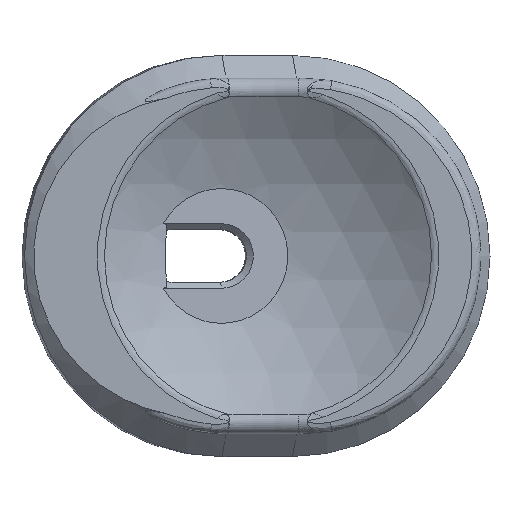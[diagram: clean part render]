
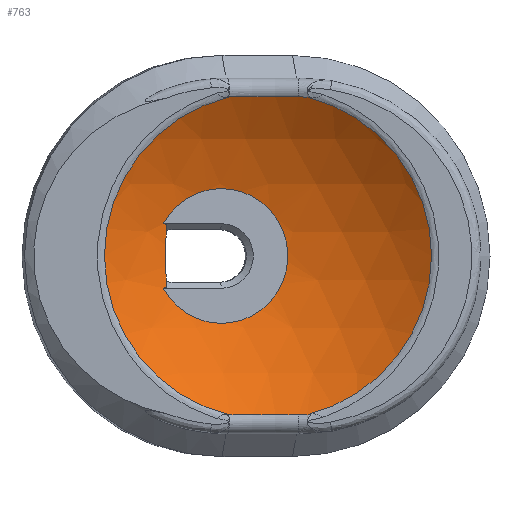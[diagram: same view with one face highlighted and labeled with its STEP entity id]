
A CAD part, top view. The second image highlights one B-rep face of the part: STEP entity #763.
In plain terms, the highlighted spherical face has radius 23.1 mm.
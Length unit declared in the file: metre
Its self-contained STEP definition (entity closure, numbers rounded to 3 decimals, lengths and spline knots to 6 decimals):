
#122=SPHERICAL_SURFACE('',#832,0.0231);
#139=CIRCLE('',#830,0.0137);
#141=CIRCLE('',#833,0.018871);
#142=CIRCLE('',#834,0.013323);
#143=CIRCLE('',#835,0.0137);
#144=CIRCLE('',#836,0.018871);
#145=CIRCLE('',#837,0.022617);
#146=CIRCLE('',#838,0.014785);
#147=CIRCLE('',#839,0.005644);
#148=CIRCLE('',#840,0.014785);
#200=ORIENTED_EDGE('',*,*,#432,.T.);
#201=ORIENTED_EDGE('',*,*,#438,.T.);
#202=ORIENTED_EDGE('',*,*,#439,.T.);
#203=ORIENTED_EDGE('',*,*,#440,.T.);
#204=ORIENTED_EDGE('',*,*,#441,.T.);
#205=ORIENTED_EDGE('',*,*,#442,.T.);
#206=ORIENTED_EDGE('',*,*,#443,.T.);
#207=ORIENTED_EDGE('',*,*,#444,.F.);
#208=ORIENTED_EDGE('',*,*,#445,.T.);
#209=ORIENTED_EDGE('',*,*,#446,.F.);
#210=ORIENTED_EDGE('',*,*,#447,.T.);
#432=EDGE_CURVE('',#548,#549,#139,.F.);
#438=EDGE_CURVE('',#549,#554,#621,.F.);
#439=EDGE_CURVE('',#554,#555,#141,.F.);
#440=EDGE_CURVE('',#555,#556,#142,.F.);
#441=EDGE_CURVE('',#556,#557,#143,.F.);
#442=EDGE_CURVE('',#557,#558,#144,.F.);
#443=EDGE_CURVE('',#558,#548,#622,.T.);
#444=EDGE_CURVE('',#559,#560,#145,.T.);
#445=EDGE_CURVE('',#559,#561,#146,.T.);
#446=EDGE_CURVE('',#562,#561,#147,.T.);
#447=EDGE_CURVE('',#562,#560,#148,.T.);
#548=VERTEX_POINT('',#1280);
#549=VERTEX_POINT('',#1281);
#554=VERTEX_POINT('',#1308);
#555=VERTEX_POINT('',#1310);
#556=VERTEX_POINT('',#1312);
#557=VERTEX_POINT('',#1314);
#558=VERTEX_POINT('',#1316);
#559=VERTEX_POINT('',#1322);
#560=VERTEX_POINT('',#1323);
#561=VERTEX_POINT('',#1325);
#562=VERTEX_POINT('',#1327);
#621=B_SPLINE_CURVE_WITH_KNOTS('',3,(#1304,#1305,#1306,#1307),
 .UNSPECIFIED.,.F.,.F.,(4,4),(0.045952,0.046706),
 .UNSPECIFIED.);
#622=B_SPLINE_CURVE_WITH_KNOTS('',3,(#1317,#1318,#1319,#1320),
 .UNSPECIFIED.,.F.,.F.,(4,4),(0.,0.00073),.UNSPECIFIED.);
#646=EDGE_LOOP('',(#200,#201,#202,#203,#204,#205,#206));
#647=EDGE_LOOP('',(#207,#208,#209,#210));
#699=FACE_BOUND('',#646,.T.);
#700=FACE_BOUND('',#647,.T.);
#763=ADVANCED_FACE('',(#699,#700),#122,.F.);
#830=AXIS2_PLACEMENT_3D('',#1279,#930,#931);
#832=AXIS2_PLACEMENT_3D('',#1303,#934,#935);
#833=AXIS2_PLACEMENT_3D('',#1309,#936,#937);
#834=AXIS2_PLACEMENT_3D('',#1311,#938,#939);
#835=AXIS2_PLACEMENT_3D('',#1313,#940,#941);
#836=AXIS2_PLACEMENT_3D('',#1315,#942,#943);
#837=AXIS2_PLACEMENT_3D('',#1321,#944,#945);
#838=AXIS2_PLACEMENT_3D('',#1324,#946,#947);
#839=AXIS2_PLACEMENT_3D('',#1326,#948,#949);
#840=AXIS2_PLACEMENT_3D('',#1328,#950,#951);
#930=DIRECTION('',(0.,0.,-1.));
#931=DIRECTION('',(-1.,0.,0.));
#934=DIRECTION('',(0.,1.,0.));
#935=DIRECTION('',(1.,0.,0.));
#936=DIRECTION('',(0.,-1.,0.));
#937=DIRECTION('',(0.,0.,-1.));
#938=DIRECTION('',(0.174,0.,0.985));
#939=DIRECTION('',(0.985,0.,-0.174));
#940=DIRECTION('',(0.,0.,-1.));
#941=DIRECTION('',(-1.,0.,0.));
#942=DIRECTION('',(0.,1.,0.));
#943=DIRECTION('',(-1.,0.,0.));
#944=DIRECTION('',(-0.985,0.,0.174));
#945=DIRECTION('',(-0.174,0.,-0.985));
#946=DIRECTION('',(-0.123,0.707,-0.696));
#947=DIRECTION('',(0.,-0.702,-0.712));
#948=DIRECTION('',(0.174,0.,0.985));
#949=DIRECTION('',(-0.985,0.,0.174));
#950=DIRECTION('',(-0.123,-0.707,-0.696));
#951=DIRECTION('',(0.,-0.702,0.712));
#1279=CARTESIAN_POINT('',(0.0381,-0.00334,0.011401));
#1280=CARTESIAN_POINT('',(0.041366,-0.016645,0.011401));
#1281=CARTESIAN_POINT('',(0.041366,0.009965,0.011401));
#1303=CARTESIAN_POINT('',(0.0381,-0.00334,0.03));
#1304=CARTESIAN_POINT('',(0.040643,0.009983,0.011301));
#1305=CARTESIAN_POINT('',(0.040885,0.009983,0.011334));
#1306=CARTESIAN_POINT('',(0.041126,0.009977,0.011368));
#1307=CARTESIAN_POINT('',(0.041366,0.009965,0.011401));
#1308=CARTESIAN_POINT('',(0.040643,0.009983,0.011301));
#1309=CARTESIAN_POINT('',(0.0381,0.009983,0.03));
#1310=CARTESIAN_POINT('',(0.034823,0.009983,0.011416));
#1311=CARTESIAN_POINT('',(0.034823,-0.00334,0.011416));
#1312=CARTESIAN_POINT('',(0.034908,0.009983,0.011401));
#1313=CARTESIAN_POINT('',(0.0381,-0.00334,0.011401));
#1314=CARTESIAN_POINT('',(0.034909,-0.016663,0.011401));
#1315=CARTESIAN_POINT('',(0.0381,-0.016663,0.03));
#1316=CARTESIAN_POINT('',(0.040643,-0.016663,0.011301));
#1317=CARTESIAN_POINT('',(0.040643,-0.016663,0.011301));
#1318=CARTESIAN_POINT('',(0.040884,-0.016663,0.011334));
#1319=CARTESIAN_POINT('',(0.041125,-0.016657,0.011368));
#1320=CARTESIAN_POINT('',(0.041366,-0.016645,0.011401));
#1321=CARTESIAN_POINT('',(0.033471,-0.00334,0.030816));
#1322=CARTESIAN_POINT('',(0.029571,-0.000702,0.008695));
#1323=CARTESIAN_POINT('',(0.029571,-0.005978,0.008695));
#1324=CARTESIAN_POINT('',(0.035921,0.00921,0.017641));
#1325=CARTESIAN_POINT('',(0.02933,-0.00064,0.008801));
#1326=CARTESIAN_POINT('',(0.03421,-0.00334,0.00794));
#1327=CARTESIAN_POINT('',(0.02933,-0.00604,0.008801));
#1328=CARTESIAN_POINT('',(0.035921,-0.01589,0.017641));
